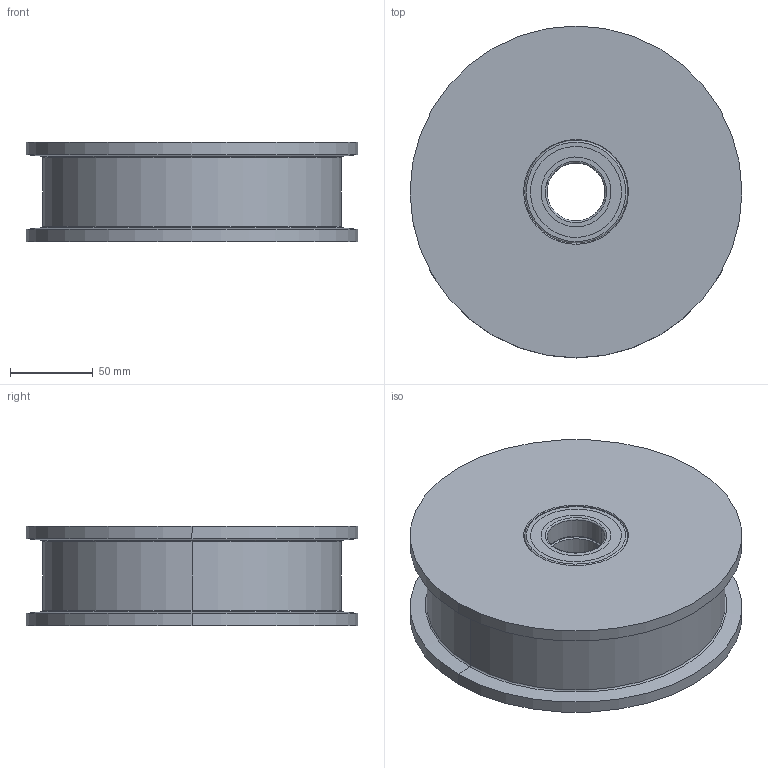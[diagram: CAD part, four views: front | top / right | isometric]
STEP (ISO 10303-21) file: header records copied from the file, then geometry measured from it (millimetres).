
FILE_DESCRIPTION (( 'STEP AP214' ), '1' );
FILE_NAME ('0038427_DSPS-180-60-60-K35_(A-01).step', '2019-08-05T08:29:36', ( '' ), ( '' ), 'SwSTEP 2.0', 'SolidWorks 2018', '' );
FILE_SCHEMA (( 'AUTOMOTIVE_DESIGN' ));
Length unit declared in the file: millimetre
Products named in the file (1): 0038427_DSPS-180-60-60-K35_(A-01)
Bounding box: 200 x 200 x 60 mm (x, y, z)
Volume: 1555952.3 mm3; surface area: 153758.8 mm2
Topology: 11 solids, 11 shells, 148 faces, 296 edges, 176 vertices
Faces by surface type: cylinder 68, torus 40, plane 28, cone 12
Entity records: 5680 total; most frequent: DIRECTION 810, CARTESIAN_POINT 621, ORIENTED_EDGE 592, AXIS2_PLACEMENT_3D 365, EDGE_CURVE 296, CIRCLE 216, EDGE_LOOP 176, VERTEX_POINT 176
